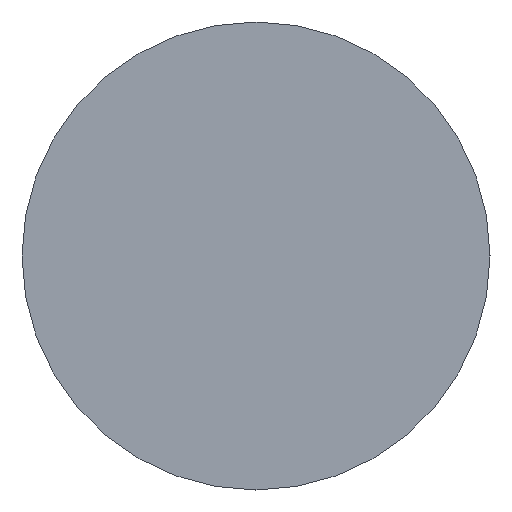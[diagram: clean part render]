
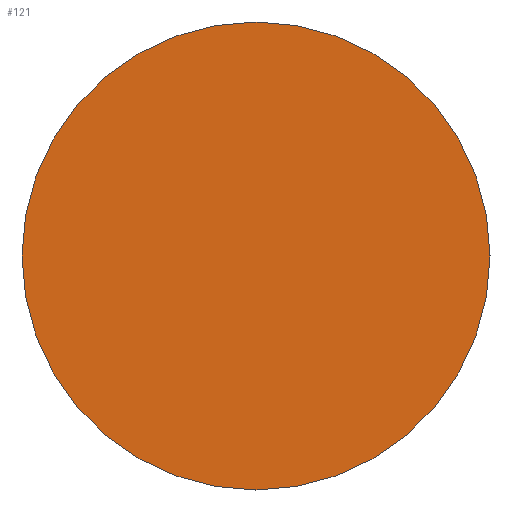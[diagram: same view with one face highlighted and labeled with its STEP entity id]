
A CAD part, front view. The second image highlights one B-rep face of the part: STEP entity #121.
In plain terms, the highlighted planar face has unit normal (0, -1, 0).
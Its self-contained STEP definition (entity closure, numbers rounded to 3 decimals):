
#12 = CARTESIAN_POINT ( 'NONE',  ( 0., 0., 0. ) ) ;
#21 = AXIS2_PLACEMENT_3D ( 'NONE', #253, #230, #171 ) ;
#25 = VERTEX_POINT ( 'NONE', #84 ) ;
#51 = DIRECTION ( 'NONE',  ( 0., 0., -1. ) ) ;
#58 = VERTEX_POINT ( 'NONE', #249 ) ;
#69 = FACE_OUTER_BOUND ( 'NONE', #123, .T. ) ;
#71 = DIRECTION ( 'NONE',  ( 0., 0., -1. ) ) ;
#84 = CARTESIAN_POINT ( 'NONE',  ( 0., 0., -2.5 ) ) ;
#101 = PLANE ( 'NONE',  #21 ) ;
#110 = ORIENTED_EDGE ( 'NONE', *, *, #239, .F. ) ;
#119 = DIRECTION ( 'NONE',  ( 0., 1., 0. ) ) ;
#121 = ADVANCED_FACE ( 'Defeature ausgef�hrt1_0', ( #69 ), #101, .T. ) ;
#123 = EDGE_LOOP ( 'NONE', ( #110, #237 ) ) ;
#132 = AXIS2_PLACEMENT_3D ( 'NONE', #177, #119, #51 ) ;
#133 = DIRECTION ( 'NONE',  ( 0., 1., 0. ) ) ;
#136 = EDGE_CURVE ( 'Defeature ausgef�hrt1_1+Defeature ausgef�hrt1_0+Defeature ausgef�hrt1_0+Defeature ausgef�hrt1_0', #58, #25, #178, .T. ) ;
#160 = AXIS2_PLACEMENT_3D ( 'NONE', #12, #133, #71 ) ;
#171 = DIRECTION ( 'NONE',  ( 0., 0., 1. ) ) ;
#177 = CARTESIAN_POINT ( 'NONE',  ( 0., 0., 0. ) ) ;
#178 = CIRCLE ( 'NONE', #160, 2.5 ) ;
#230 = DIRECTION ( 'NONE',  ( 0., -1., 0. ) ) ;
#237 = ORIENTED_EDGE ( 'NONE', *, *, #136, .F. ) ;
#238 = CIRCLE ( 'NONE', #132, 2.5 ) ;
#239 = EDGE_CURVE ( 'Defeature ausgef�hrt1_1+Defeature ausgef�hrt1_0+Defeature ausgef�hrt1_0+Defeature ausgef�hrt1_0', #25, #58, #238, .T. ) ;
#249 = CARTESIAN_POINT ( 'NONE',  ( 0., 0., 2.5 ) ) ;
#253 = CARTESIAN_POINT ( 'NONE',  ( 0., 0., 0. ) ) ;
